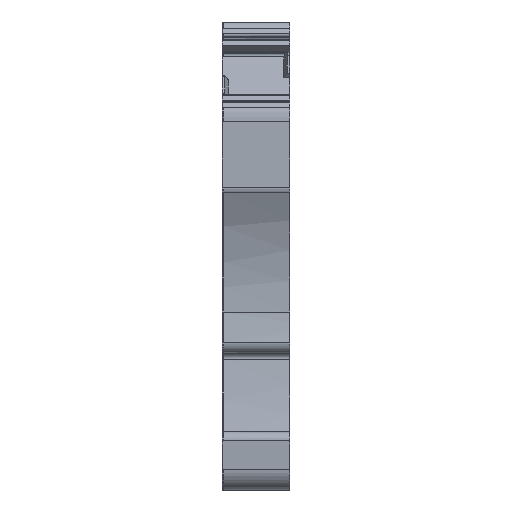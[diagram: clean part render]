
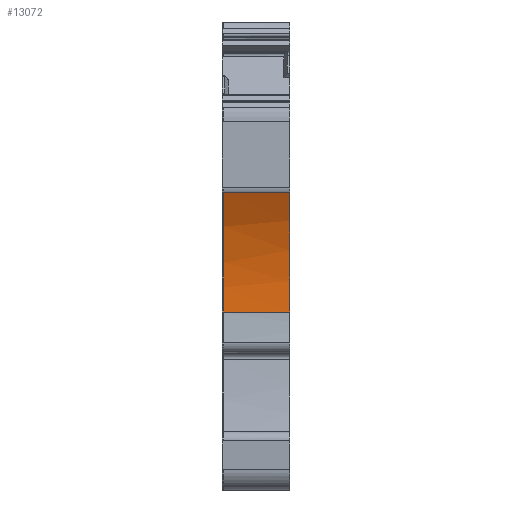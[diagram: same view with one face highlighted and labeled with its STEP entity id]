
A CAD part, front view. The second image highlights one B-rep face of the part: STEP entity #13072.
In plain terms, the highlighted cylindrical face has radius 20 mm (diameter 40 mm), a partial arc.
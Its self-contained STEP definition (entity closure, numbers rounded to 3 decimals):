
#13052=AXIS2_PLACEMENT_3D('Cylinder Axis2P3D',#13049,#13050,#13051) ;
#13063=AXIS2_PLACEMENT_3D('Circle Axis2P3D',#13061,#13062,$) ;
#6814=CARTESIAN_POINT('Vertex',(0.05,2.453,16.2)) ;
#6850=CARTESIAN_POINT('Control Point',(0.05,0.119,27.08)) ;
#6851=CARTESIAN_POINT('Control Point',(0.05,1.187,25.093)) ;
#6852=CARTESIAN_POINT('Control Point',(0.05,1.975,22.956)) ;
#6853=CARTESIAN_POINT('Control Point',(0.05,2.455,20.722)) ;
#6854=CARTESIAN_POINT('Control Point',(0.05,2.613,18.45)) ;
#6855=CARTESIAN_POINT('Control Point',(0.05,2.453,16.2)) ;
#6856=CARTESIAN_POINT('Vertex',(0.05,0.119,27.08)) ;
#13030=CARTESIAN_POINT('Line Origine',(3.05,0.119,27.08)) ;
#13034=CARTESIAN_POINT('Vertex',(6.1,0.119,27.08)) ;
#13049=CARTESIAN_POINT('Axis2P3D Location',(3.05,-17.496,17.609)) ;
#13054=CARTESIAN_POINT('Line Origine',(3.05,2.454,16.2)) ;
#13058=CARTESIAN_POINT('Vertex',(6.1,2.454,16.2)) ;
#13061=CARTESIAN_POINT('Axis2P3D Location',(6.1,-17.496,17.609)) ;
#13031=DIRECTION('Vector Direction',(-1.,0.,0.)) ;
#13050=DIRECTION('Axis2P3D Direction',(-1.,0.,0.)) ;
#13051=DIRECTION('Axis2P3D XDirection',(0.,0.881,0.474)) ;
#13055=DIRECTION('Vector Direction',(-1.,0.,0.)) ;
#13062=DIRECTION('Axis2P3D Direction',(-1.,0.,0.)) ;
#13032=VECTOR('Line Direction',#13031,1.) ;
#13056=VECTOR('Line Direction',#13055,1.) ;
#13067=ORIENTED_EDGE('',*,*,#6858,.T.) ;
#13068=ORIENTED_EDGE('',*,*,#13060,.F.) ;
#13069=ORIENTED_EDGE('',*,*,#13065,.T.) ;
#13070=ORIENTED_EDGE('',*,*,#13036,.T.) ;
#13072=ADVANCED_FACE('Part1.1\\KLTR_ZDU4_4AN_TP1',(#13071),#13053,.F.) ;
#6849=B_SPLINE_CURVE_WITH_KNOTS('',5,(#6850,#6851,#6852,#6853,#6854,#6855),.UNSPECIFIED.,.F.,.U.,(6,6),(235.607,246.883),.UNSPECIFIED.) ;
#13064=CIRCLE('generated circle',#13063,20.) ;
#13053=CYLINDRICAL_SURFACE('generated cylinder',#13052,20.) ;
#6858=EDGE_CURVE('',#6857,#6815,#6849,.T.) ;
#13036=EDGE_CURVE('',#13035,#6857,#13033,.T.) ;
#13060=EDGE_CURVE('',#13059,#6815,#13057,.T.) ;
#13065=EDGE_CURVE('',#13059,#13035,#13064,.F.) ;
#13066=EDGE_LOOP('',(#13067,#13068,#13069,#13070)) ;
#13071=FACE_OUTER_BOUND('',#13066,.T.) ;
#13033=LINE('Line',#13030,#13032) ;
#13057=LINE('Line',#13054,#13056) ;
#6815=VERTEX_POINT('',#6814) ;
#6857=VERTEX_POINT('',#6856) ;
#13035=VERTEX_POINT('',#13034) ;
#13059=VERTEX_POINT('',#13058) ;
